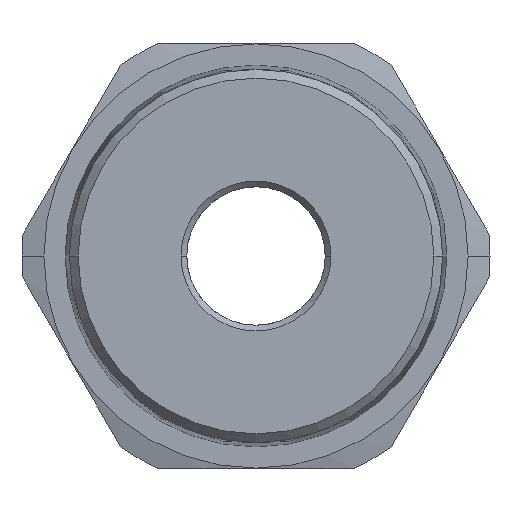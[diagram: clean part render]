
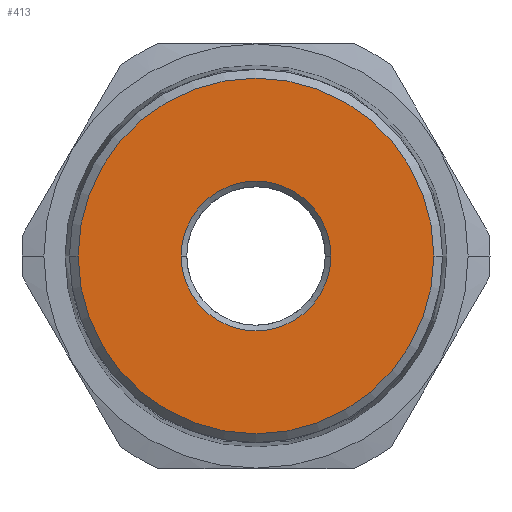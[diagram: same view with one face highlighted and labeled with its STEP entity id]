
A CAD part, left-side view. The second image highlights one B-rep face of the part: STEP entity #413.
In plain terms, the highlighted planar face has unit normal (-1, 0, 0).
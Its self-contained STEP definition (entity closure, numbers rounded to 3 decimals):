
#20 = DIRECTION ( 'NONE',  ( -1., 0., 0. ) ) ;
#34 = CIRCLE ( 'NONE', #1328, 15.673 ) ;
#65 = EDGE_LOOP ( 'NONE', ( #617, #2327 ) ) ;
#83 = DIRECTION ( 'NONE',  ( 0., -1., 0. ) ) ;
#101 = CIRCLE ( 'NONE', #263, 6.6 ) ;
#152 = DIRECTION ( 'NONE',  ( 1., 0., 0. ) ) ;
#235 = DIRECTION ( 'NONE',  ( 0., -1., 0. ) ) ;
#258 = CARTESIAN_POINT ( 'NONE',  ( -18.62, 0., 0. ) ) ;
#263 = AXIS2_PLACEMENT_3D ( 'NONE', #2307, #152, #2531 ) ;
#293 = CARTESIAN_POINT ( 'NONE',  ( -18.62, 0., 0. ) ) ;
#300 = DIRECTION ( 'NONE',  ( 1., 0., 0. ) ) ;
#304 = FACE_OUTER_BOUND ( 'NONE', #2390, .T. ) ;
#413 = ADVANCED_FACE ( 'NONE', ( #304, #1875 ), #1091, .F. ) ;
#452 = CIRCLE ( 'NONE', #2072, 15.673 ) ;
#476 = DIRECTION ( 'NONE',  ( 0., -1., 0. ) ) ;
#595 = AXIS2_PLACEMENT_3D ( 'NONE', #258, #1867, #476 ) ;
#617 = ORIENTED_EDGE ( 'NONE', *, *, #1160, .T. ) ;
#803 = VERTEX_POINT ( 'NONE', #1175 ) ;
#1091 = PLANE ( 'NONE',  #1863 ) ;
#1135 = EDGE_CURVE ( 'NONE', #2329, #2284, #34, .T. ) ;
#1160 = EDGE_CURVE ( 'NONE', #2395, #803, #101, .T. ) ;
#1175 = CARTESIAN_POINT ( 'NONE',  ( -18.62, -6.6, 0. ) ) ;
#1294 = DIRECTION ( 'NONE',  ( 0., -1., 0. ) ) ;
#1328 = AXIS2_PLACEMENT_3D ( 'NONE', #293, #1869, #83 ) ;
#1429 = EDGE_CURVE ( 'NONE', #2284, #2329, #452, .T. ) ;
#1589 = CARTESIAN_POINT ( 'NONE',  ( -18.62, 6.6, 0. ) ) ;
#1595 = CARTESIAN_POINT ( 'NONE',  ( -18.62, -15.673, 0. ) ) ;
#1600 = CIRCLE ( 'NONE', #595, 6.6 ) ;
#1617 = EDGE_CURVE ( 'NONE', #803, #2395, #1600, .T. ) ;
#1635 = ORIENTED_EDGE ( 'NONE', *, *, #1135, .T. ) ;
#1863 = AXIS2_PLACEMENT_3D ( 'NONE', #2484, #300, #1294 ) ;
#1867 = DIRECTION ( 'NONE',  ( 1., 0., 0. ) ) ;
#1869 = DIRECTION ( 'NONE',  ( -1., 0., 0. ) ) ;
#1875 = FACE_BOUND ( 'NONE', #65, .T. ) ;
#2072 = AXIS2_PLACEMENT_3D ( 'NONE', #2187, #20, #235 ) ;
#2187 = CARTESIAN_POINT ( 'NONE',  ( -18.62, 0., 0. ) ) ;
#2284 = VERTEX_POINT ( 'NONE', #1595 ) ;
#2307 = CARTESIAN_POINT ( 'NONE',  ( -18.62, 0., 0. ) ) ;
#2327 = ORIENTED_EDGE ( 'NONE', *, *, #1617, .T. ) ;
#2329 = VERTEX_POINT ( 'NONE', #2397 ) ;
#2390 = EDGE_LOOP ( 'NONE', ( #2476, #1635 ) ) ;
#2395 = VERTEX_POINT ( 'NONE', #1589 ) ;
#2397 = CARTESIAN_POINT ( 'NONE',  ( -18.62, 15.673, 0. ) ) ;
#2476 = ORIENTED_EDGE ( 'NONE', *, *, #1429, .T. ) ;
#2484 = CARTESIAN_POINT ( 'NONE',  ( -18.62, 0., 0. ) ) ;
#2531 = DIRECTION ( 'NONE',  ( 0., -1., 0. ) ) ;
